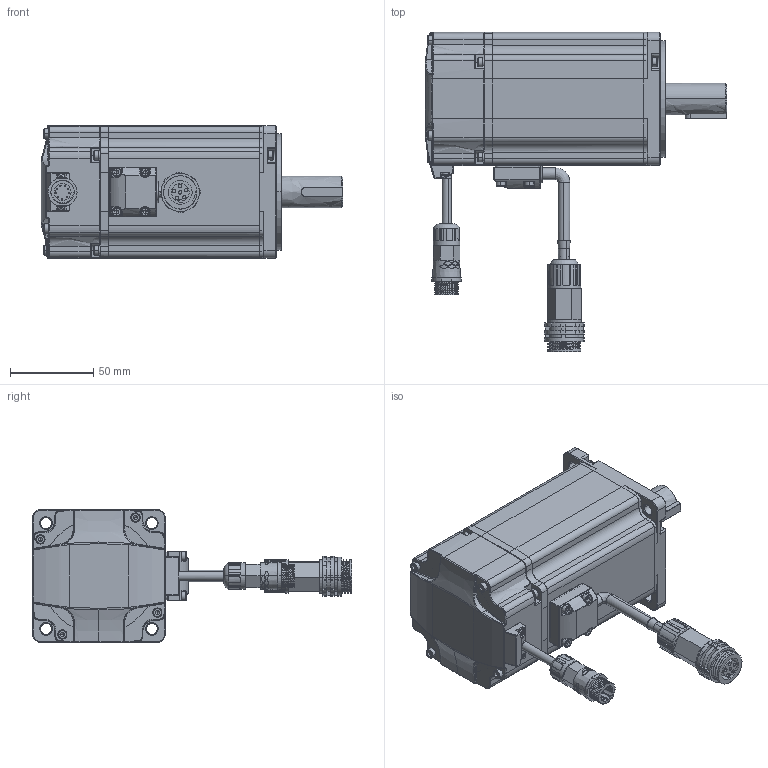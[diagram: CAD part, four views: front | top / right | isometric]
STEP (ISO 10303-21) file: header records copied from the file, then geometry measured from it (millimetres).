
FILE_DESCRIPTION (( 'STEP AP214' ), '1' );
FILE_NAME ('EM3A-10ATA FA KA222.STEP', '2024-07-10T09:01:26', ( '' ), ( '' ), 'SwSTEP 2.0', 'SolidWorks 2018', '' );
FILE_SCHEMA (( 'AUTOMOTIVE_DESIGN' ));
Length unit declared in the file: millimetre
Products named in the file (23): EM3A-10AF.IGS.STEP; ____ 4X0.75+2X0.35____________^____ _________EM3A-10AFA221_________.IGS.STEP; ____ EM3A04A-430-A-S1________________^EM3A-10AFA221.IGS.STEP; ____ ____^____ ___________EM3A-10AFA221.IGS.STEP; 123.step; ____ EM3A04A-270-A-S2______________^EM3A-10AFA221.IGS.STEP; ____ ________C6X25^EM3A-10AFA221.IGS.STEP; EM3A-10ATA FA KA222; ____ EM3A04A-280-A-S1______________^EM3A-10AFA221.IGS.STEP; ____ ______________8______^____ _________EM3A-10AFA221.IGS.STEP; ____ EM3A04A-420-A-S1________________^EM3A-10AFA221.IGS.STEP; ____ EM3A08A-310-A5-S1______^EM3A-10AFA221.IGS.STEP; spring lock washers--normal type gb_GB_FASTENER_WASHER_SW 3BX.IGS.STEP; hexagon socket head cap screws gb_GB_FASTENER_SCREWS_HSHCS M3X40-NHDA.IGS.STEP; cross recessed pan head tapping screws gb_GB_CROSS_SCREWS_TYPE128 ST2.2X9.5 H C-NBX.IGS.STEP; ____ EM3A08A-130-A6__________^EM3A-10AFA221.IGS.STEP; EM3A-10AF-K-T（非抱闸）.STEP; ____ EM3A08A-410-A1-S2____________^EM3A-10AFA221.IGS.STEP; ____ EM3A08A-210-A-S2________^EM3A-10AFA221_________________.IGS.STEP; hexagon socket head cap screws gb_GB_FASTENER_SCREWS_HSHCS M3X12-NHDA.IGS.STEP; ____ EM3A08A-120-A1__________^EM3A-10AFA221.IGS.STEP; 234.step; ____ WA 20x30x4 FKM________^EM3A-10AFA221.IGS.STEP
Assembly tree (44 placements, depth 4):
  EM3A-10ATA FA KA222
    EM3A-10AF-K-T（非抱闸）.STEP
      EM3A-10AF.IGS.STEP
        ____ EM3A08A-310-A5-S1______^EM3A-10AFA221.IGS.STEP
        ____ EM3A08A-120-A1__________^EM3A-10AFA221.IGS.STEP
        ____ EM3A08A-210-A-S2________^EM3A-10AFA221_________________.IGS.STEP
        ____ EM3A08A-130-A6__________^EM3A-10AFA221.IGS.STEP
        ____ EM3A08A-410-A1-S2____________^EM3A-10AFA221.IGS.STEP
        ____ EM3A04A-270-A-S2______________^EM3A-10AFA221.IGS.STEP
        ____ EM3A04A-420-A-S1________________^EM3A-10AFA221.IGS.STEP
        spring lock washers--normal type gb_GB_FASTENER_WASHER_SW 3BX.IGS.STEP  x8
        hexagon socket head cap screws gb_GB_FASTENER_SCREWS_HSHCS M3X12-NHDA.IGS.STEP  x12
        hexagon socket head cap screws gb_GB_FASTENER_SCREWS_HSHCS M3X40-NHDA.IGS.STEP  x4
        cross recessed pan head tapping screws gb_GB_CROSS_SCREWS_TYPE128 ST2.2X9.5 H C-NBX.IGS.STEP  x2
        ____ EM3A04A-280-A-S1______________^EM3A-10AFA221.IGS.STEP
        ____ EM3A04A-430-A-S1________________^EM3A-10AFA221.IGS.STEP
        ____ ________C6X25^EM3A-10AFA221.IGS.STEP
        ____ ____^____ ___________EM3A-10AFA221.IGS.STEP
        ____ 4X0.75+2X0.35____________^____ _________EM3A-10AFA221_________.IGS.STEP
        ____ ______________8______^____ _________EM3A-10AFA221.IGS.STEP
        ____ WA 20x30x4 FKM________^EM3A-10AFA221.IGS.STEP
    123.step
    234.step
Bounding box: 181.5 x 191.99 x 80 mm (x, y, z)
Volume: 314849.5 mm3; surface area: 160327.9 mm2
Topology: 61 solids, 61 shells, 2382 faces, 5753 edges, 3530 vertices
Faces by surface type: bspline 1954, plane 267, cylinder 155, torus 4, cone 2
Entity records: 96020 total; most frequent: CARTESIAN_POINT 63622, ORIENTED_EDGE 9400, EDGE_CURVE 4700, VERTEX_POINT 2919, B_SPLINE_CURVE_WITH_KNOTS 2536, DIRECTION 2213, EDGE_LOOP 2133, FACE_OUTER_BOUND 1938
